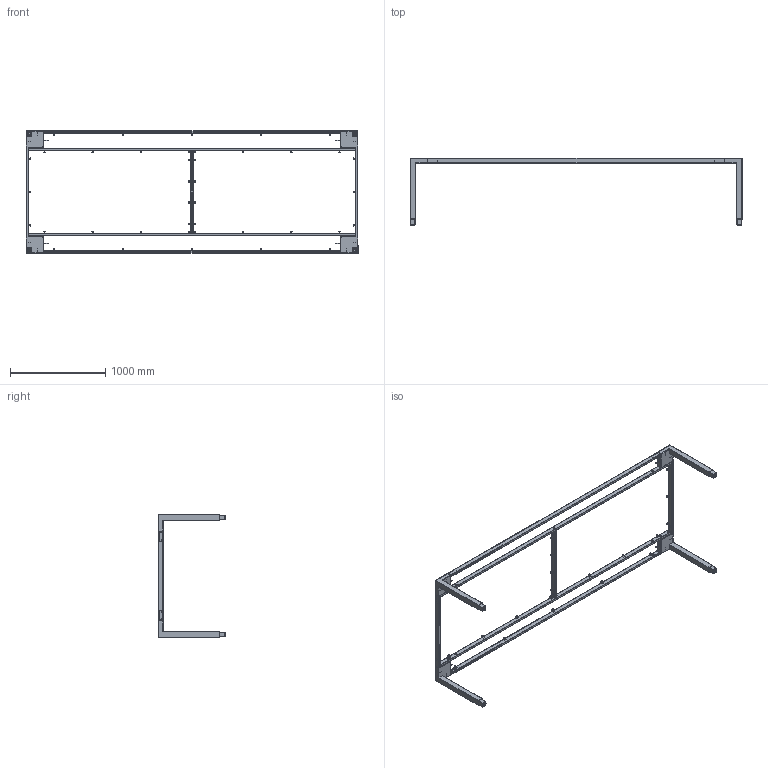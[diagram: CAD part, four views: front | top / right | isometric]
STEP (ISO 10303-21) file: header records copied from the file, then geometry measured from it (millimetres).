
FILE_DESCRIPTION (( 'STEP AP203' ), '1' );
FILE_NAME ('51201xL Tetra M4-ben större än 2500.STEP', '2017-12-19T11:09:34', ( '' ), ( '' ), 'SwSTEP 2.0', 'SolidWorks 2015', '' );
FILE_SCHEMA (( 'CONFIG_CONTROL_DESIGN' ));
Products named in the file (1): 51201xL Tetra M4-ben större än 2500
Bounding box: 3490 x 707.9 x 1290 mm (x, y, z)
Volume: 20381464.9 mm3; surface area: 5802627.3 mm2
Topology: 201 solids, 201 shells, 6358 faces, 15888 edges, 9928 vertices
Faces by surface type: plane 2234, cylinder 2000, cone 1664, torus 392, sphere 44, bspline 24
Entity records: 194445 total; most frequent: CARTESIAN_POINT 38071, DIRECTION 34874, ORIENTED_EDGE 31600, EDGE_CURVE 15800, AXIS2_PLACEMENT_3D 13315, VERTEX_POINT 9928, LINE 8244, VECTOR 8244
